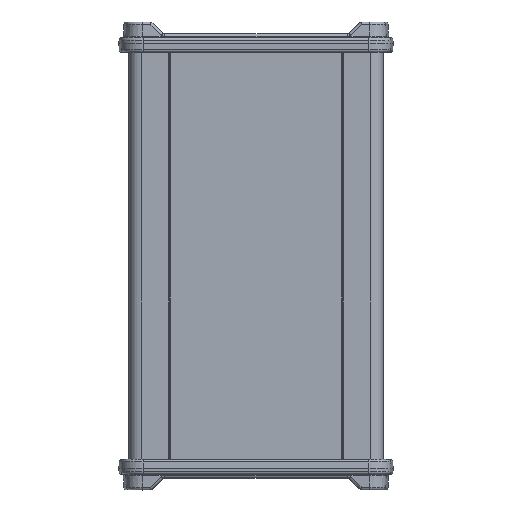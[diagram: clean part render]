
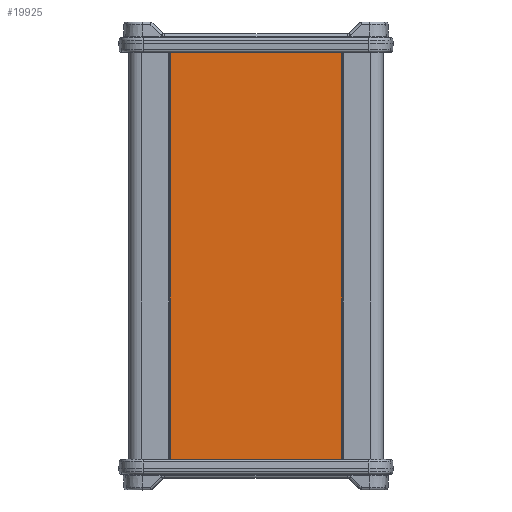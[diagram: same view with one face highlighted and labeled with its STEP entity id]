
A CAD part, top view. The second image highlights one B-rep face of the part: STEP entity #19925.
In plain terms, the highlighted planar face has unit normal (0, 0, 1).
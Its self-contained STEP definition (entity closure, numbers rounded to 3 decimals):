
#792 = CARTESIAN_POINT ( 'NONE',  ( 33.1, -100., 20.2 ) ) ;
#812 = DIRECTION ( 'NONE',  ( 0., 1., 0. ) ) ;
#1233 = DIRECTION ( 'NONE',  ( 1., 0., 0. ) ) ;
#1321 = ORIENTED_EDGE ( 'NONE', *, *, #13252, .F. ) ;
#1489 = CARTESIAN_POINT ( 'NONE',  ( 33.1, -160., 20.2 ) ) ;
#3502 = VECTOR ( 'NONE', #1233, 1000. ) ;
#4139 = DIRECTION ( 'NONE',  ( -1., 0., 0. ) ) ;
#4391 = DIRECTION ( 'NONE',  ( -1., 0., 0. ) ) ;
#4395 = CARTESIAN_POINT ( 'NONE',  ( 33.1, 0., 20.2 ) ) ;
#4445 = LINE ( 'NONE', #9929, #14476 ) ;
#4919 = VECTOR ( 'NONE', #12309, 1000. ) ;
#5930 = AXIS2_PLACEMENT_3D ( 'NONE', #13497, #18120, #4391 ) ;
#6117 = EDGE_CURVE ( 'NONE', #26715, #13328, #19742, .T. ) ;
#7986 = CARTESIAN_POINT ( 'NONE',  ( -33.1, 0., 20.2 ) ) ;
#8188 = VERTEX_POINT ( 'NONE', #4395 ) ;
#8246 = ORIENTED_EDGE ( 'NONE', *, *, #6117, .F. ) ;
#8873 = LINE ( 'NONE', #26473, #3502 ) ;
#9929 = CARTESIAN_POINT ( 'NONE',  ( -33.1, -100., 20.2 ) ) ;
#11012 = LINE ( 'NONE', #792, #4919 ) ;
#12309 = DIRECTION ( 'NONE',  ( 0., -1., 0. ) ) ;
#12331 = CARTESIAN_POINT ( 'NONE',  ( -33.1, -160., 20.2 ) ) ;
#13252 = EDGE_CURVE ( 'NONE', #13328, #17092, #4445, .T. ) ;
#13328 = VERTEX_POINT ( 'NONE', #12331 ) ;
#13497 = CARTESIAN_POINT ( 'NONE',  ( 120., 20., 20.2 ) ) ;
#14476 = VECTOR ( 'NONE', #812, 1000. ) ;
#17034 = EDGE_CURVE ( 'NONE', #8188, #26715, #11012, .T. ) ;
#17092 = VERTEX_POINT ( 'NONE', #7986 ) ;
#17900 = CARTESIAN_POINT ( 'NONE',  ( 120., -160., 20.2 ) ) ;
#18120 = DIRECTION ( 'NONE',  ( 0., 0., 1. ) ) ;
#19742 = LINE ( 'NONE', #17900, #20488 ) ;
#19925 = ADVANCED_FACE ( 'NONE', ( #25898 ), #24999, .T. ) ;
#20488 = VECTOR ( 'NONE', #4139, 1000. ) ;
#21326 = EDGE_CURVE ( 'NONE', #17092, #8188, #8873, .T. ) ;
#24776 = ORIENTED_EDGE ( 'NONE', *, *, #21326, .F. ) ;
#24999 = PLANE ( 'NONE',  #5930 ) ;
#25898 = FACE_OUTER_BOUND ( 'NONE', #26999, .T. ) ;
#26473 = CARTESIAN_POINT ( 'NONE',  ( 120., 0., 20.2 ) ) ;
#26637 = ORIENTED_EDGE ( 'NONE', *, *, #17034, .F. ) ;
#26715 = VERTEX_POINT ( 'NONE', #1489 ) ;
#26999 = EDGE_LOOP ( 'NONE', ( #8246, #26637, #24776, #1321 ) ) ;
